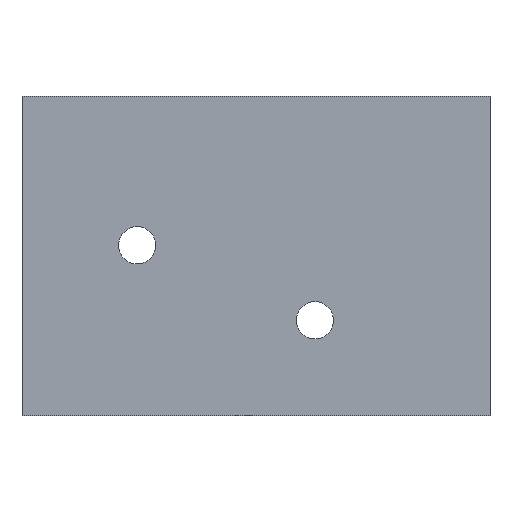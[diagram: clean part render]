
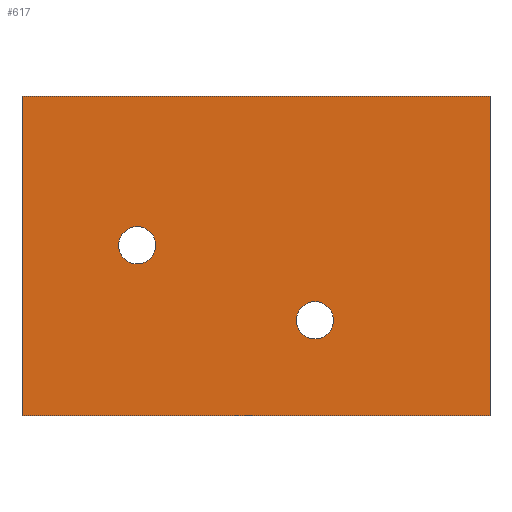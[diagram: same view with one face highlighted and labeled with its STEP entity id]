
A CAD part, front view. The second image highlights one B-rep face of the part: STEP entity #617.
In plain terms, the highlighted planar face has unit normal (0, -1, 0).
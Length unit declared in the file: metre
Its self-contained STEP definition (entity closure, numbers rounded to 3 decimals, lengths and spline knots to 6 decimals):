
#14=CIRCLE('',#663,0.00175);
#15=CIRCLE('',#664,0.00175);
#68=ORIENTED_EDGE('',*,*,#236,.T.);
#69=ORIENTED_EDGE('',*,*,#237,.T.);
#70=ORIENTED_EDGE('',*,*,#224,.T.);
#71=ORIENTED_EDGE('',*,*,#235,.T.);
#72=ORIENTED_EDGE('',*,*,#233,.F.);
#73=ORIENTED_EDGE('',*,*,#230,.F.);
#224=EDGE_CURVE('',#310,#309,#370,.T.);
#230=EDGE_CURVE('',#310,#313,#376,.T.);
#233=EDGE_CURVE('',#313,#315,#379,.T.);
#235=EDGE_CURVE('',#309,#315,#381,.T.);
#236=EDGE_CURVE('',#317,#317,#14,.T.);
#237=EDGE_CURVE('',#318,#318,#15,.T.);
#309=VERTEX_POINT('',#915);
#310=VERTEX_POINT('',#917);
#313=VERTEX_POINT('',#925);
#315=VERTEX_POINT('',#931);
#317=VERTEX_POINT('',#940);
#318=VERTEX_POINT('',#942);
#370=LINE('',#916,#453);
#376=LINE('',#928,#459);
#379=LINE('',#934,#462);
#381=LINE('',#937,#464);
#453=VECTOR('',#733,1.);
#459=VECTOR('',#741,1.);
#462=VECTOR('',#746,1.);
#464=VECTOR('',#750,1.);
#511=EDGE_LOOP('',(#68));
#512=EDGE_LOOP('',(#69));
#513=EDGE_LOOP('',(#70,#71,#72,#73));
#549=FACE_BOUND('',#511,.T.);
#550=FACE_BOUND('',#512,.T.);
#551=FACE_BOUND('',#513,.T.);
#587=PLANE('',#662);
#617=ADVANCED_FACE('',(#549,#550,#551),#587,.F.);
#662=AXIS2_PLACEMENT_3D('',#938,#751,#752);
#663=AXIS2_PLACEMENT_3D('',#939,#753,#754);
#664=AXIS2_PLACEMENT_3D('',#941,#755,#756);
#733=DIRECTION('',(0.,0.,-1.));
#741=DIRECTION('',(1.,0.,0.));
#746=DIRECTION('',(0.,0.,-1.));
#750=DIRECTION('',(1.,0.,0.));
#751=DIRECTION('',(0.,1.,0.));
#752=DIRECTION('',(1.,0.,0.));
#753=DIRECTION('',(0.,1.,0.));
#754=DIRECTION('',(1.,0.,0.));
#755=DIRECTION('',(0.,1.,0.));
#756=DIRECTION('',(1.,0.,0.));
#915=CARTESIAN_POINT('',(-0.022,-0.002,-0.016037));
#916=CARTESIAN_POINT('',(-0.022,-0.002,-0.001037));
#917=CARTESIAN_POINT('',(-0.022,-0.002,0.013963));
#925=CARTESIAN_POINT('',(0.022,-0.002,0.013963));
#928=CARTESIAN_POINT('',(0.009965,-0.002,0.013963));
#931=CARTESIAN_POINT('',(0.022,-0.002,-0.016037));
#934=CARTESIAN_POINT('',(0.022,-0.002,-0.001037));
#937=CARTESIAN_POINT('',(0.001262,-0.002,-0.016037));
#938=CARTESIAN_POINT('',(0.,-0.002,-0.001037));
#939=CARTESIAN_POINT('',(-0.01117,-0.002,-0.000029));
#940=CARTESIAN_POINT('',(-0.00942,-0.002,-0.000029));
#941=CARTESIAN_POINT('',(0.005541,-0.002,-0.007085));
#942=CARTESIAN_POINT('',(0.007291,-0.002,-0.007085));
